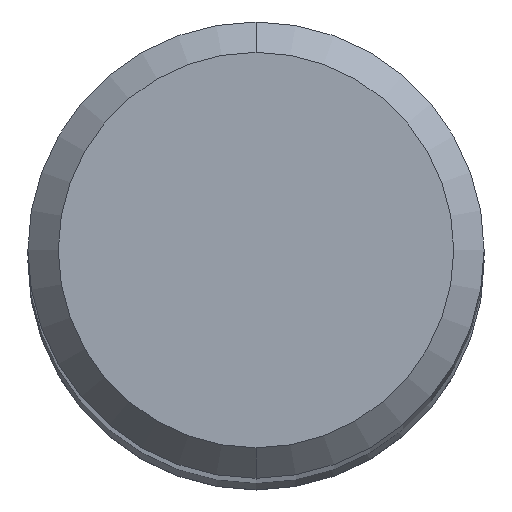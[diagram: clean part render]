
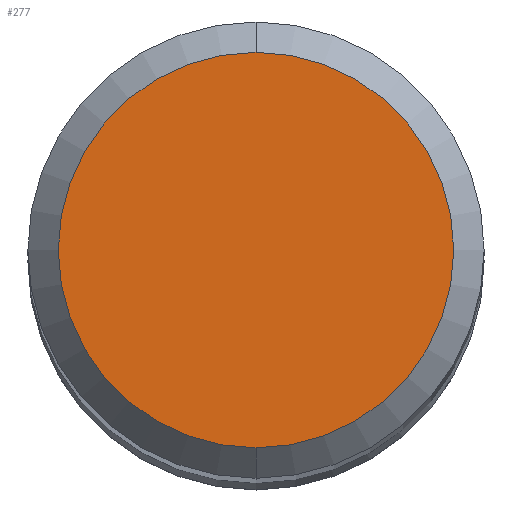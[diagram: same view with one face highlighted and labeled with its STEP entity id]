
A CAD part, top view. The second image highlights one B-rep face of the part: STEP entity #277.
In plain terms, the highlighted planar face has unit normal (0, 0, 1).
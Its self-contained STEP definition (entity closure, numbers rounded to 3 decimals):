
#277=ADVANCED_FACE('',(#609),#610,.T.);
#297=VERTEX_POINT('',#631);
#303=EDGE_CURVE('',#341,#297,#637,.T.);
#341=VERTEX_POINT('',#681);
#417=EDGE_CURVE('',#297,#341,#763,.T.);
#609=FACE_OUTER_BOUND('',#1065,.T.);
#610=PLANE('',#1066);
#631=CARTESIAN_POINT('',(0.0,2.6,0.0));
#637=CIRCLE('',#1145,2.6);
#681=CARTESIAN_POINT('',(0.,-2.6,0.0));
#763=CIRCLE('',#1391,2.6);
#1065=EDGE_LOOP('',(#1613,#1614));
#1066=AXIS2_PLACEMENT_3D('',#1615,#1616,#1617);
#1145=AXIS2_PLACEMENT_3D('',#1645,#1646,#1647);
#1391=AXIS2_PLACEMENT_3D('',#1802,#1803,#1804);
#1613=ORIENTED_EDGE('',*,*,#417,.F.);
#1614=ORIENTED_EDGE('',*,*,#303,.F.);
#1615=CARTESIAN_POINT('',(0.0,1.3,0.0));
#1616=DIRECTION('',(-0.0,0.0,1.0));
#1617=DIRECTION('',(0.0,-1.0,0.0));
#1645=CARTESIAN_POINT('',(0.0,0.0,0.0));
#1646=DIRECTION('',(0.0,0.0,-1.0));
#1647=DIRECTION('',(0.0,1.0,0.0));
#1802=CARTESIAN_POINT('',(0.0,0.0,0.0));
#1803=DIRECTION('',(0.0,0.0,-1.0));
#1804=DIRECTION('',(0.0,1.0,0.0));
